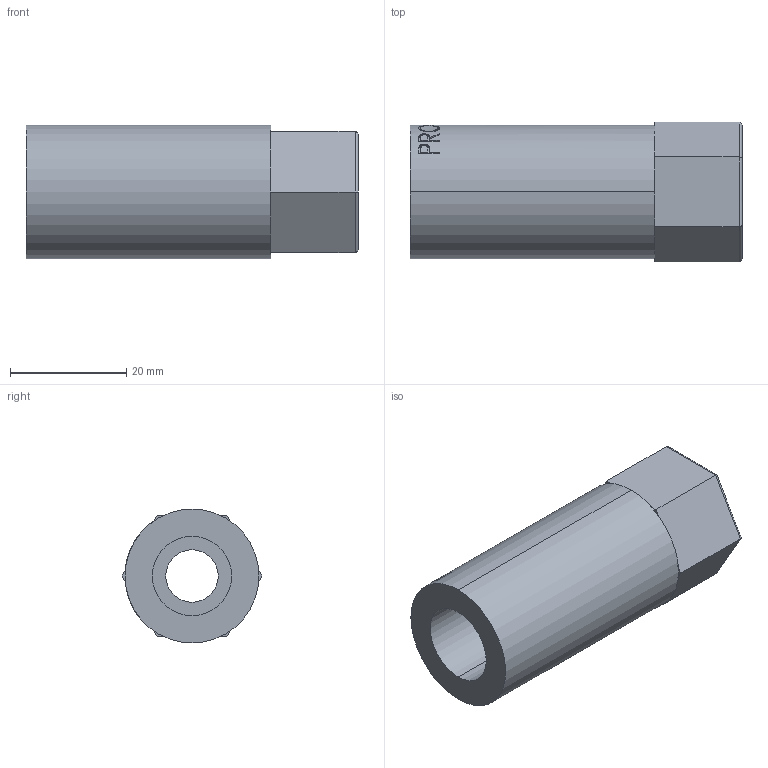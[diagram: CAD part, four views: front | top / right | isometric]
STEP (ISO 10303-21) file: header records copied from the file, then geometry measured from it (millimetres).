
FILE_DESCRIPTION (( 'STEP AP203' ), '1' );
FILE_NAME ('0a6e.STEP', '2022-09-11T12:49:08', ( '' ), ( '' ), 'SwSTEP 2.0', 'SolidWorks 2019', '' );
FILE_SCHEMA (( 'CONFIG_CONTROL_DESIGN' ));
Length unit declared in the file: millimetre
Products named in the file (1): 0a6e
Bounding box: 57 x 24 x 23 mm (x, y, z)
Volume: 16837.8 mm3; surface area: 7485.3 mm2
Topology: 2 solids, 2 shells, 115 faces, 294 edges, 194 vertices
Faces by surface type: plane 50, bspline 42, cylinder 23
Entity records: 8278 total; most frequent: CARTESIAN_POINT 5759, ORIENTED_EDGE 588, DIRECTION 356, EDGE_CURVE 294, VERTEX_POINT 194, B_SPLINE_CURVE_WITH_KNOTS 136, EDGE_LOOP 130, AXIS2_PLACEMENT_3D 130
